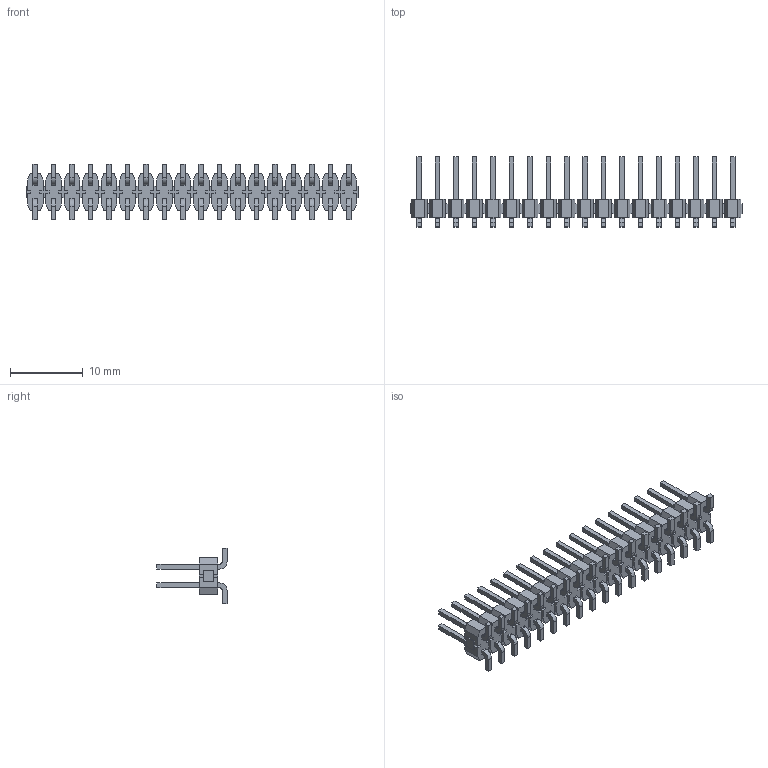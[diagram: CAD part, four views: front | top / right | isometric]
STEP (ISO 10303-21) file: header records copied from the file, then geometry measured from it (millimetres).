
FILE_DESCRIPTION( ( 'STEP AP203' ), '1' );
FILE_NAME( 'TSM-118-01-T-DV.stp', '2021-06-21T18:21:09', ( 'License CC BY-ND 4.0' ), ( 'CADENAS' ), ' ', 'PARTsolutions', ' ' );
FILE_SCHEMA( ( 'CONFIG_CONTROL_DESIGN' ) );
Length unit declared in the file: inch
Products named in the file (3): TSM-118-01-T-DV; _TSM-118-01-DV_body; _T-1S6-16(-01-18-DV)
Assembly tree (2 placements, depth 2):
  TSM-118-01-T-DV
    _TSM-118-01-DV_body
    _T-1S6-16(-01-18-DV)
Bounding box: 45.72 x 9.65 x 7.7 mm (x, y, z)
Volume: 617 mm3; surface area: 2367.7 mm2
Topology: 2 solids, 2 shells, 1228 faces, 3672 edges, 2448 vertices
Faces by surface type: plane 1156, cylinder 72
Entity records: 40832 total; most frequent: CARTESIAN_POINT 7351, ORIENTED_EDGE 7344, DIRECTION 6278, EDGE_CURVE 3672, LINE 3528, VECTOR 3528, VERTEX_POINT 2448, AXIS2_PLACEMENT_3D 1375
